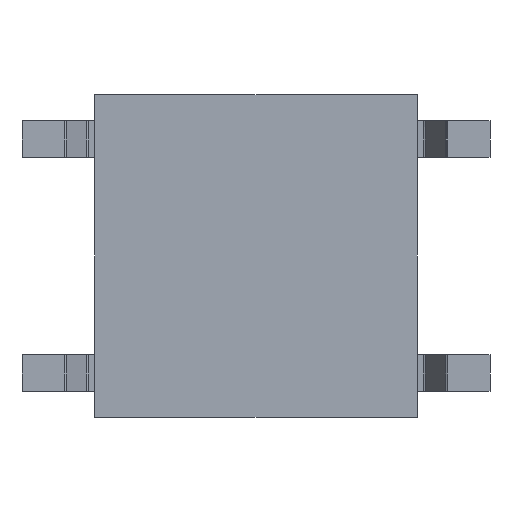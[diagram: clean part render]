
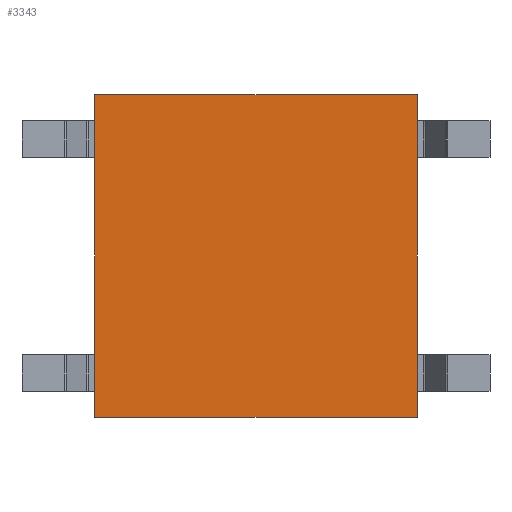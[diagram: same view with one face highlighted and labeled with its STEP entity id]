
A CAD part, front view. The second image highlights one B-rep face of the part: STEP entity #3343.
In plain terms, the highlighted planar face has unit normal (0, -1, 0).
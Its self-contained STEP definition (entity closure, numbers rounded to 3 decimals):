
#159 = B_SPLINE_CURVE_WITH_KNOTS ( 'NONE', 3,
 ( #1596, #185, #2941, #2067 ),
 .UNSPECIFIED., .F., .F.,
 ( 4, 4 ),
 ( 0., 1. ),
 .UNSPECIFIED. ) ;
#185 = CARTESIAN_POINT ( 'NONE',  ( -1.033, 0., 3.1 ) ) ;
#342 = CARTESIAN_POINT ( 'NONE',  ( -3.1, 0., -1.033 ) ) ;
#437 = VERTEX_POINT ( 'NONE', #486 ) ;
#453 = VERTEX_POINT ( 'NONE', #2902 ) ;
#486 = CARTESIAN_POINT ( 'NONE',  ( 3.1, 0., -3.1 ) ) ;
#522 = AXIS2_PLACEMENT_3D ( 'NONE', #1550, #2122, #741 ) ;
#524 = B_SPLINE_CURVE_WITH_KNOTS ( 'NONE', 3,
 ( #3153, #2341, #2295, #666 ),
 .UNSPECIFIED., .F., .F.,
 ( 4, 4 ),
 ( 0., 1. ),
 .UNSPECIFIED. ) ;
#666 = CARTESIAN_POINT ( 'NONE',  ( -3.1, 0., -3.1 ) ) ;
#741 = DIRECTION ( 'NONE',  ( 1., 0., 0. ) ) ;
#759 = CARTESIAN_POINT ( 'NONE',  ( 3.1, 0., -3.1 ) ) ;
#899 = ORIENTED_EDGE ( 'NONE', *, *, #1809, .F. ) ;
#939 = CARTESIAN_POINT ( 'NONE',  ( 3.1, 0., 1.033 ) ) ;
#1084 = EDGE_CURVE ( 'NONE', #437, #3132, #524, .T. ) ;
#1140 = CARTESIAN_POINT ( 'NONE',  ( -3.1, 0., -3.1 ) ) ;
#1437 = CARTESIAN_POINT ( 'NONE',  ( -3.1, 0., 3.1 ) ) ;
#1550 = CARTESIAN_POINT ( 'NONE',  ( 0., 0., 0. ) ) ;
#1568 = CARTESIAN_POINT ( 'NONE',  ( 3.1, 0., -1.033 ) ) ;
#1596 = CARTESIAN_POINT ( 'NONE',  ( -3.1, 0., 3.1 ) ) ;
#1700 = CARTESIAN_POINT ( 'NONE',  ( -3.1, 0., -3.1 ) ) ;
#1809 = EDGE_CURVE ( 'NONE', #3132, #2415, #2258, .T. ) ;
#2067 = CARTESIAN_POINT ( 'NONE',  ( 3.1, 0., 3.1 ) ) ;
#2122 = DIRECTION ( 'NONE',  ( 0., 1., 0. ) ) ;
#2258 = B_SPLINE_CURVE_WITH_KNOTS ( 'NONE', 3,
 ( #1700, #342, #2806, #1437 ),
 .UNSPECIFIED., .F., .F.,
 ( 4, 4 ),
 ( 0., 1. ),
 .UNSPECIFIED. ) ;
#2295 = CARTESIAN_POINT ( 'NONE',  ( -1.033, 0., -3.1 ) ) ;
#2341 = CARTESIAN_POINT ( 'NONE',  ( 1.033, 0., -3.1 ) ) ;
#2415 = VERTEX_POINT ( 'NONE', #2595 ) ;
#2533 = EDGE_CURVE ( 'NONE', #2415, #453, #159, .T. ) ;
#2595 = CARTESIAN_POINT ( 'NONE',  ( -3.1, 0., 3.1 ) ) ;
#2684 = CARTESIAN_POINT ( 'NONE',  ( 3.1, 0., 3.1 ) ) ;
#2785 = EDGE_CURVE ( 'NONE', #437, #453, #3440, .T. ) ;
#2806 = CARTESIAN_POINT ( 'NONE',  ( -3.1, 0., 1.033 ) ) ;
#2860 = FACE_OUTER_BOUND ( 'NONE', #3184, .T. ) ;
#2902 = CARTESIAN_POINT ( 'NONE',  ( 3.1, 0., 3.1 ) ) ;
#2941 = CARTESIAN_POINT ( 'NONE',  ( 1.033, 0., 3.1 ) ) ;
#3132 = VERTEX_POINT ( 'NONE', #1140 ) ;
#3153 = CARTESIAN_POINT ( 'NONE',  ( 3.1, 0., -3.1 ) ) ;
#3184 = EDGE_LOOP ( 'NONE', ( #3235, #899, #3441, #3448 ) ) ;
#3197 = PLANE ( 'NONE',  #522 ) ;
#3235 = ORIENTED_EDGE ( 'NONE', *, *, #2533, .F. ) ;
#3343 = ADVANCED_FACE ( 'NONE', ( #2860 ), #3197, .F. ) ;
#3440 = B_SPLINE_CURVE_WITH_KNOTS ( 'NONE', 3,
 ( #759, #1568, #939, #2684 ),
 .UNSPECIFIED., .F., .F.,
 ( 4, 4 ),
 ( 0., 1. ),
 .UNSPECIFIED. ) ;
#3441 = ORIENTED_EDGE ( 'NONE', *, *, #1084, .F. ) ;
#3448 = ORIENTED_EDGE ( 'NONE', *, *, #2785, .T. ) ;
